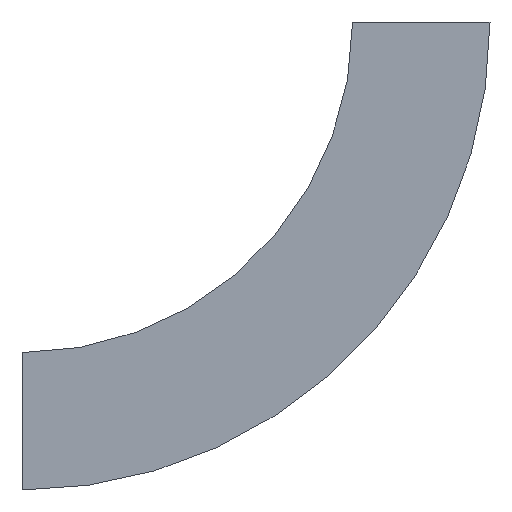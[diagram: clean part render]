
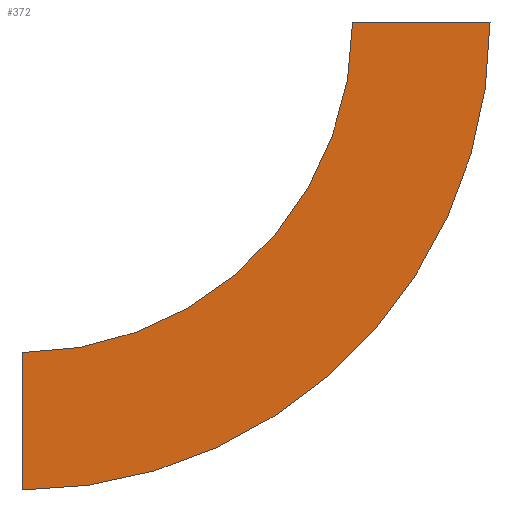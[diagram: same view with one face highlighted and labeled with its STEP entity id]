
A CAD part, front view. The second image highlights one B-rep face of the part: STEP entity #372.
In plain terms, the highlighted planar face has unit normal (0, -1, 0).
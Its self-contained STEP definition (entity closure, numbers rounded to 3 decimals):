
#1 = VERTEX_POINT ( 'NONE', #447 ) ;
#5 = ORIENTED_EDGE ( 'NONE', *, *, #525, .T. ) ;
#17 = LINE ( 'NONE', #727, #96 ) ;
#53 = EDGE_CURVE ( 'NONE', #803, #683, #17, .T. ) ;
#56 = DIRECTION ( 'NONE',  ( 1., 0., 0. ) ) ;
#64 = CARTESIAN_POINT ( 'NONE',  ( -0.1, 0., -505. ) ) ;
#75 = EDGE_CURVE ( 'NONE', #393, #1, #738, .T. ) ;
#96 = VECTOR ( 'NONE', #98, 1000. ) ;
#98 = DIRECTION ( 'NONE',  ( 1., 0., 0. ) ) ;
#107 = EDGE_LOOP ( 'NONE', ( #416, #459, #448, #5, #385, #739, #530, #775 ) ) ;
#112 = LINE ( 'NONE', #895, #462 ) ;
#166 = CIRCLE ( 'NONE', #292, 505. ) ;
#168 = AXIS2_PLACEMENT_3D ( 'NONE', #250, #900, #327 ) ;
#202 = DIRECTION ( 'NONE',  ( 1., 0., 0. ) ) ;
#203 = VERTEX_POINT ( 'NONE', #251 ) ;
#217 = VERTEX_POINT ( 'NONE', #849 ) ;
#239 = VECTOR ( 'NONE', #860, 1000. ) ;
#250 = CARTESIAN_POINT ( 'NONE',  ( 0., 0., 0. ) ) ;
#251 = CARTESIAN_POINT ( 'NONE',  ( 0., 0., -715. ) ) ;
#274 = DIRECTION ( 'NONE',  ( 0., 0., -1. ) ) ;
#279 = PLANE ( 'NONE',  #819 ) ;
#292 = AXIS2_PLACEMENT_3D ( 'NONE', #620, #905, #274 ) ;
#299 = CARTESIAN_POINT ( 'NONE',  ( 715., 0., 0.1 ) ) ;
#309 = VERTEX_POINT ( 'NONE', #837 ) ;
#327 = DIRECTION ( 'NONE',  ( 0., 0., -1. ) ) ;
#337 = EDGE_CURVE ( 'NONE', #360, #217, #409, .T. ) ;
#343 = CARTESIAN_POINT ( 'NONE',  ( 505., 0., 0.1 ) ) ;
#348 = EDGE_CURVE ( 'NONE', #683, #217, #166, .T. ) ;
#354 = EDGE_CURVE ( 'NONE', #360, #393, #561, .T. ) ;
#360 = VERTEX_POINT ( 'NONE', #779 ) ;
#372 = ADVANCED_FACE ( 'NONE', ( #624 ), #279, .T. ) ;
#380 = CARTESIAN_POINT ( 'NONE',  ( 715., 0., 0.1 ) ) ;
#385 = ORIENTED_EDGE ( 'NONE', *, *, #578, .T. ) ;
#393 = VERTEX_POINT ( 'NONE', #380 ) ;
#409 = LINE ( 'NONE', #343, #848 ) ;
#416 = ORIENTED_EDGE ( 'NONE', *, *, #348, .F. ) ;
#441 = EDGE_CURVE ( 'NONE', #803, #309, #588, .T. ) ;
#442 = DIRECTION ( 'NONE',  ( 0., 0., -1. ) ) ;
#445 = DIRECTION ( 'NONE',  ( 0., 0., -1. ) ) ;
#447 = CARTESIAN_POINT ( 'NONE',  ( 715., 0., 0. ) ) ;
#448 = ORIENTED_EDGE ( 'NONE', *, *, #441, .T. ) ;
#450 = CARTESIAN_POINT ( 'NONE',  ( 0., 0., -505. ) ) ;
#459 = ORIENTED_EDGE ( 'NONE', *, *, #53, .F. ) ;
#462 = VECTOR ( 'NONE', #56, 1000. ) ;
#494 = DIRECTION ( 'NONE',  ( 0., 0., -1. ) ) ;
#525 = EDGE_CURVE ( 'NONE', #309, #203, #112, .T. ) ;
#530 = ORIENTED_EDGE ( 'NONE', *, *, #354, .F. ) ;
#553 = CARTESIAN_POINT ( 'NONE',  ( 505., 0., 0.1 ) ) ;
#561 = LINE ( 'NONE', #553, #700 ) ;
#578 = EDGE_CURVE ( 'Edge10', #203, #1, #668, .T. ) ;
#588 = LINE ( 'NONE', #787, #862 ) ;
#620 = CARTESIAN_POINT ( 'NONE',  ( 0., 0., 0. ) ) ;
#624 = FACE_OUTER_BOUND ( 'NONE', #107, .T. ) ;
#639 = CARTESIAN_POINT ( 'NONE',  ( 0., 0., -505. ) ) ;
#668 = CIRCLE ( 'NONE', #168, 715. ) ;
#683 = VERTEX_POINT ( 'NONE', #639 ) ;
#700 = VECTOR ( 'NONE', #202, 1000. ) ;
#727 = CARTESIAN_POINT ( 'NONE',  ( -0.1, 0., -505. ) ) ;
#738 = LINE ( 'NONE', #299, #239 ) ;
#739 = ORIENTED_EDGE ( 'NONE', *, *, #75, .F. ) ;
#775 = ORIENTED_EDGE ( 'NONE', *, *, #337, .T. ) ;
#779 = CARTESIAN_POINT ( 'NONE',  ( 505., 0., 0.1 ) ) ;
#787 = CARTESIAN_POINT ( 'NONE',  ( -0.1, 0., -505. ) ) ;
#796 = DIRECTION ( 'NONE',  ( 0., -1., 0. ) ) ;
#803 = VERTEX_POINT ( 'NONE', #64 ) ;
#819 = AXIS2_PLACEMENT_3D ( 'NONE', #450, #796, #442 ) ;
#837 = CARTESIAN_POINT ( 'NONE',  ( -0.1, 0., -715. ) ) ;
#848 = VECTOR ( 'NONE', #494, 1000. ) ;
#849 = CARTESIAN_POINT ( 'NONE',  ( 505., 0., 0. ) ) ;
#860 = DIRECTION ( 'NONE',  ( 0., 0., -1. ) ) ;
#862 = VECTOR ( 'NONE', #445, 1000. ) ;
#895 = CARTESIAN_POINT ( 'NONE',  ( -0.1, 0., -715. ) ) ;
#900 = DIRECTION ( 'NONE',  ( 0., -1., 0. ) ) ;
#905 = DIRECTION ( 'NONE',  ( 0., -1., 0. ) ) ;
